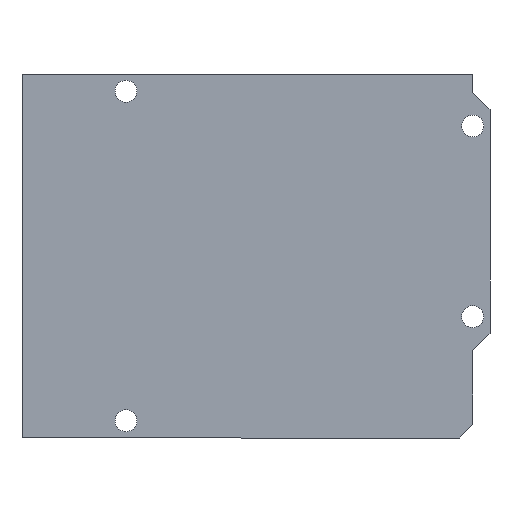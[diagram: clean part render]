
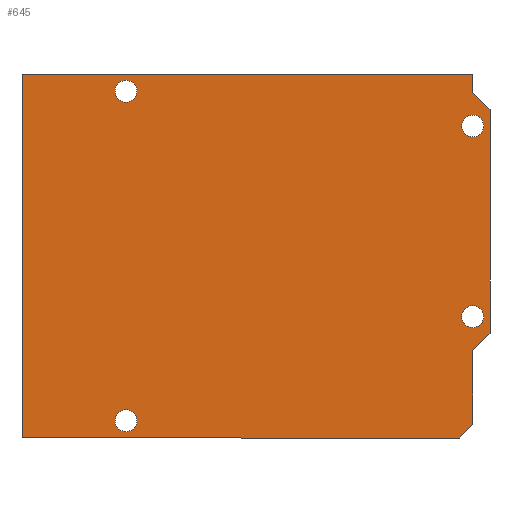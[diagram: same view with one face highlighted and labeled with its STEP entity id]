
A CAD part, front view. The second image highlights one B-rep face of the part: STEP entity #645.
In plain terms, the highlighted planar face has unit normal (0, -1, 0).
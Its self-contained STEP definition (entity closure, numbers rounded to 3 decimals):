
#1 = LINE ( 'NONE', #167, #598 ) ;
#2 = EDGE_LOOP ( 'NONE', ( #200, #153, #128, #675, #412, #492, #278, #224, #426 ) ) ;
#7 = EDGE_CURVE ( 'NONE', #443, #522, #241, .T. ) ;
#10 = AXIS2_PLACEMENT_3D ( 'NONE', #529, #204, #155 ) ;
#11 = AXIS2_PLACEMENT_3D ( 'NONE', #449, #94, #181 ) ;
#13 = CARTESIAN_POINT ( 'NONE',  ( -33.02, 0., -26.67 ) ) ;
#23 = CARTESIAN_POINT ( 'NONE',  ( -17.78, 0., -24.13 ) ) ;
#35 = CARTESIAN_POINT ( 'NONE',  ( 33.02, 0., 17.45 ) ) ;
#39 = LINE ( 'NONE', #692, #222 ) ;
#41 = CARTESIAN_POINT ( 'NONE',  ( 0., 0., 0. ) ) ;
#45 = DIRECTION ( 'NONE',  ( 0., 1., 0. ) ) ;
#46 = CARTESIAN_POINT ( 'NONE',  ( -17.78, 0., 22.53 ) ) ;
#55 = VECTOR ( 'NONE', #626, 1000. ) ;
#58 = CARTESIAN_POINT ( 'NONE',  ( 33.02, 0., 19.05 ) ) ;
#61 = EDGE_CURVE ( 'NONE', #64, #660, #401, .T. ) ;
#64 = VERTEX_POINT ( 'NONE', #292 ) ;
#77 = DIRECTION ( 'NONE',  ( 0., 1., 0. ) ) ;
#78 = CARTESIAN_POINT ( 'NONE',  ( -17.78, 0., -24.13 ) ) ;
#84 = CARTESIAN_POINT ( 'NONE',  ( 33.02, 0., -26.67 ) ) ;
#93 = ORIENTED_EDGE ( 'NONE', *, *, #215, .T. ) ;
#94 = DIRECTION ( 'NONE',  ( 0., -1., 0. ) ) ;
#106 = EDGE_CURVE ( 'NONE', #658, #64, #240, .T. ) ;
#110 = DIRECTION ( 'NONE',  ( 0., 0., 1. ) ) ;
#115 = EDGE_CURVE ( 'NONE', #165, #419, #239, .T. ) ;
#119 = CARTESIAN_POINT ( 'NONE',  ( -17.78, 0., -22.53 ) ) ;
#128 = ORIENTED_EDGE ( 'NONE', *, *, #61, .T. ) ;
#133 = VERTEX_POINT ( 'NONE', #669 ) ;
#135 = EDGE_CURVE ( 'NONE', #489, #133, #189, .T. ) ;
#153 = ORIENTED_EDGE ( 'NONE', *, *, #106, .T. ) ;
#155 = DIRECTION ( 'NONE',  ( 0., 0., 1. ) ) ;
#156 = EDGE_CURVE ( 'NONE', #644, #489, #39, .T. ) ;
#158 = LINE ( 'NONE', #373, #173 ) ;
#160 = AXIS2_PLACEMENT_3D ( 'NONE', #178, #77, #280 ) ;
#164 = CARTESIAN_POINT ( 'NONE',  ( 33.02, 0., -8.89 ) ) ;
#165 = VERTEX_POINT ( 'NONE', #514 ) ;
#167 = CARTESIAN_POINT ( 'NONE',  ( 33.02, 0., -26.67 ) ) ;
#171 = CARTESIAN_POINT ( 'NONE',  ( -33.02, 0., 26.67 ) ) ;
#172 = CIRCLE ( 'NONE', #160, 1.6 ) ;
#173 = VECTOR ( 'NONE', #110, 1000. ) ;
#176 = VERTEX_POINT ( 'NONE', #35 ) ;
#178 = CARTESIAN_POINT ( 'NONE',  ( -17.78, 0., 24.13 ) ) ;
#181 = DIRECTION ( 'NONE',  ( 0., 0., 1. ) ) ;
#189 = LINE ( 'NONE', #618, #683 ) ;
#200 = ORIENTED_EDGE ( 'NONE', *, *, #425, .F. ) ;
#201 = CIRCLE ( 'NONE', #597, 1.6 ) ;
#203 = VECTOR ( 'NONE', #484, 1000. ) ;
#204 = DIRECTION ( 'NONE',  ( 0., 1., 0. ) ) ;
#215 = EDGE_CURVE ( 'NONE', #176, #312, #549, .T. ) ;
#216 = CARTESIAN_POINT ( 'NONE',  ( 33.02, 0., -13.845 ) ) ;
#217 = LINE ( 'NONE', #266, #203 ) ;
#218 = VERTEX_POINT ( 'NONE', #46 ) ;
#219 = DIRECTION ( 'NONE',  ( 0., 0., 1. ) ) ;
#222 = VECTOR ( 'NONE', #418, 1000. ) ;
#223 = CIRCLE ( 'NONE', #585, 1.6 ) ;
#224 = ORIENTED_EDGE ( 'NONE', *, *, #115, .T. ) ;
#232 = DIRECTION ( 'NONE',  ( -1., 0., 0. ) ) ;
#235 = DIRECTION ( 'NONE',  ( 0., 1., 0. ) ) ;
#236 = DIRECTION ( 'NONE',  ( 0., 0., 1. ) ) ;
#239 = LINE ( 'NONE', #552, #460 ) ;
#240 = LINE ( 'NONE', #461, #55 ) ;
#241 = CIRCLE ( 'NONE', #372, 1.6 ) ;
#254 = CIRCLE ( 'NONE', #441, 1.6 ) ;
#259 = VERTEX_POINT ( 'NONE', #411 ) ;
#262 = EDGE_CURVE ( 'NONE', #383, #419, #573, .T. ) ;
#266 = CARTESIAN_POINT ( 'NONE',  ( 33.02, 0., -13.845 ) ) ;
#278 = ORIENTED_EDGE ( 'NONE', *, *, #656, .T. ) ;
#280 = DIRECTION ( 'NONE',  ( 0., 0., 1. ) ) ;
#286 = AXIS2_PLACEMENT_3D ( 'NONE', #164, #324, #219 ) ;
#287 = DIRECTION ( 'NONE',  ( 0., 1., 0. ) ) ;
#289 = CARTESIAN_POINT ( 'NONE',  ( -17.78, 0., 25.73 ) ) ;
#290 = DIRECTION ( 'NONE',  ( 0., 0., 1. ) ) ;
#292 = CARTESIAN_POINT ( 'NONE',  ( 33.02, 0., -24.67 ) ) ;
#306 = FACE_OUTER_BOUND ( 'NONE', #2, .T. ) ;
#309 = FACE_BOUND ( 'NONE', #496, .T. ) ;
#312 = VERTEX_POINT ( 'NONE', #591 ) ;
#313 = DIRECTION ( 'NONE',  ( 0., 1., 0. ) ) ;
#324 = DIRECTION ( 'NONE',  ( 0., -1., 0. ) ) ;
#346 = DIRECTION ( 'NONE',  ( -0.707, 0., 0.707 ) ) ;
#371 = EDGE_LOOP ( 'NONE', ( #530, #564 ) ) ;
#372 = AXIS2_PLACEMENT_3D ( 'NONE', #78, #287, #236 ) ;
#373 = CARTESIAN_POINT ( 'NONE',  ( 33.02, 0., 24.005 ) ) ;
#380 = EDGE_LOOP ( 'NONE', ( #93, #651 ) ) ;
#382 = DIRECTION ( 'NONE',  ( -1., 0., 0. ) ) ;
#383 = VERTEX_POINT ( 'NONE', #13 ) ;
#391 = CARTESIAN_POINT ( 'NONE',  ( 35.56, 0., 21.465 ) ) ;
#401 = LINE ( 'NONE', #84, #572 ) ;
#405 = EDGE_CURVE ( 'NONE', #630, #259, #505, .T. ) ;
#411 = CARTESIAN_POINT ( 'NONE',  ( 33.02, 0., -7.29 ) ) ;
#412 = ORIENTED_EDGE ( 'NONE', *, *, #156, .T. ) ;
#413 = EDGE_CURVE ( 'NONE', #660, #644, #217, .T. ) ;
#414 = DIRECTION ( 'NONE',  ( 0., 0., 1. ) ) ;
#418 = DIRECTION ( 'NONE',  ( 0., 0., 1. ) ) ;
#419 = VERTEX_POINT ( 'NONE', #171 ) ;
#420 = DIRECTION ( 'NONE',  ( 0., 0., 1. ) ) ;
#425 = EDGE_CURVE ( 'NONE', #658, #383, #1, .T. ) ;
#426 = ORIENTED_EDGE ( 'NONE', *, *, #262, .F. ) ;
#436 = EDGE_CURVE ( 'NONE', #312, #176, #201, .T. ) ;
#437 = DIRECTION ( 'NONE',  ( 0., 1., 0. ) ) ;
#441 = AXIS2_PLACEMENT_3D ( 'NONE', #473, #313, #531 ) ;
#443 = VERTEX_POINT ( 'NONE', #119 ) ;
#445 = EDGE_CURVE ( 'NONE', #218, #566, #172, .T. ) ;
#449 = CARTESIAN_POINT ( 'NONE',  ( 33.02, 0., -8.89 ) ) ;
#452 = DIRECTION ( 'NONE',  ( 0., 0., 1. ) ) ;
#460 = VECTOR ( 'NONE', #232, 1000. ) ;
#461 = CARTESIAN_POINT ( 'NONE',  ( 31.02, 0., -26.67 ) ) ;
#468 = CARTESIAN_POINT ( 'NONE',  ( 35.56, 0., -11.305 ) ) ;
#472 = AXIS2_PLACEMENT_3D ( 'NONE', #41, #45, #420 ) ;
#473 = CARTESIAN_POINT ( 'NONE',  ( -17.78, 0., 24.13 ) ) ;
#484 = DIRECTION ( 'NONE',  ( 0.707, 0., 0.707 ) ) ;
#486 = EDGE_CURVE ( 'NONE', #259, #630, #622, .T. ) ;
#489 = VERTEX_POINT ( 'NONE', #391 ) ;
#492 = ORIENTED_EDGE ( 'NONE', *, *, #135, .T. ) ;
#496 = EDGE_LOOP ( 'NONE', ( #649, #543 ) ) ;
#505 = CIRCLE ( 'NONE', #286, 1.6 ) ;
#514 = CARTESIAN_POINT ( 'NONE',  ( 33.02, 0., 26.67 ) ) ;
#517 = CARTESIAN_POINT ( 'NONE',  ( -33.02, 0., -26.67 ) ) ;
#522 = VERTEX_POINT ( 'NONE', #554 ) ;
#523 = FACE_BOUND ( 'NONE', #380, .T. ) ;
#529 = CARTESIAN_POINT ( 'NONE',  ( 33.02, 0., 19.05 ) ) ;
#530 = ORIENTED_EDGE ( 'NONE', *, *, #445, .T. ) ;
#531 = DIRECTION ( 'NONE',  ( 0., 0., 1. ) ) ;
#538 = VECTOR ( 'NONE', #414, 1000. ) ;
#543 = ORIENTED_EDGE ( 'NONE', *, *, #486, .F. ) ;
#549 = CIRCLE ( 'NONE', #10, 1.6 ) ;
#552 = CARTESIAN_POINT ( 'NONE',  ( 33.02, 0., 26.67 ) ) ;
#554 = CARTESIAN_POINT ( 'NONE',  ( -17.78, 0., -25.73 ) ) ;
#557 = EDGE_CURVE ( 'NONE', #522, #443, #223, .T. ) ;
#564 = ORIENTED_EDGE ( 'NONE', *, *, #674, .T. ) ;
#566 = VERTEX_POINT ( 'NONE', #289 ) ;
#572 = VECTOR ( 'NONE', #290, 1000. ) ;
#573 = LINE ( 'NONE', #517, #538 ) ;
#574 = ORIENTED_EDGE ( 'NONE', *, *, #7, .T. ) ;
#585 = AXIS2_PLACEMENT_3D ( 'NONE', #23, #235, #452 ) ;
#586 = FACE_BOUND ( 'NONE', #371, .T. ) ;
#591 = CARTESIAN_POINT ( 'NONE',  ( 33.02, 0., 20.65 ) ) ;
#597 = AXIS2_PLACEMENT_3D ( 'NONE', #58, #437, #599 ) ;
#598 = VECTOR ( 'NONE', #382, 1000. ) ;
#599 = DIRECTION ( 'NONE',  ( 0., 0., 1. ) ) ;
#618 = CARTESIAN_POINT ( 'NONE',  ( 35.56, 0., 21.465 ) ) ;
#622 = CIRCLE ( 'NONE', #11, 1.6 ) ;
#623 = EDGE_LOOP ( 'NONE', ( #697, #574 ) ) ;
#626 = DIRECTION ( 'NONE',  ( 0.707, 0., 0.707 ) ) ;
#630 = VERTEX_POINT ( 'NONE', #638 ) ;
#638 = CARTESIAN_POINT ( 'NONE',  ( 33.02, 0., -10.49 ) ) ;
#641 = FACE_BOUND ( 'NONE', #623, .T. ) ;
#644 = VERTEX_POINT ( 'NONE', #468 ) ;
#645 = ADVANCED_FACE ( 'NONE', ( #309, #306, #586, #523, #641 ), #687, .F. ) ;
#649 = ORIENTED_EDGE ( 'NONE', *, *, #405, .F. ) ;
#651 = ORIENTED_EDGE ( 'NONE', *, *, #436, .T. ) ;
#656 = EDGE_CURVE ( 'NONE', #133, #165, #158, .T. ) ;
#658 = VERTEX_POINT ( 'NONE', #698 ) ;
#660 = VERTEX_POINT ( 'NONE', #216 ) ;
#669 = CARTESIAN_POINT ( 'NONE',  ( 33.02, 0., 24.005 ) ) ;
#674 = EDGE_CURVE ( 'NONE', #566, #218, #254, .T. ) ;
#675 = ORIENTED_EDGE ( 'NONE', *, *, #413, .T. ) ;
#683 = VECTOR ( 'NONE', #346, 1000. ) ;
#687 = PLANE ( 'NONE',  #472 ) ;
#692 = CARTESIAN_POINT ( 'NONE',  ( 35.56, 0., -11.305 ) ) ;
#697 = ORIENTED_EDGE ( 'NONE', *, *, #557, .T. ) ;
#698 = CARTESIAN_POINT ( 'NONE',  ( 31.02, 0., -26.67 ) ) ;
